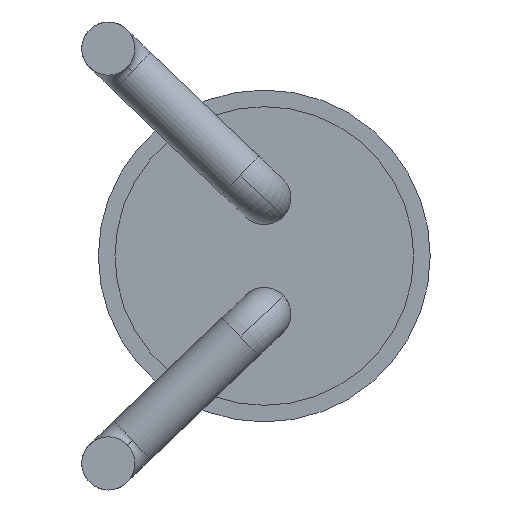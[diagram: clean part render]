
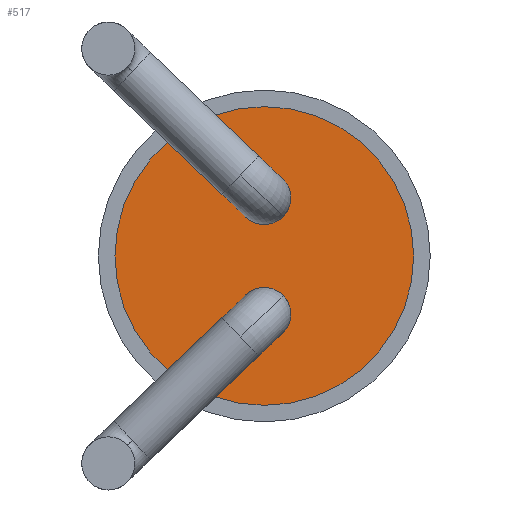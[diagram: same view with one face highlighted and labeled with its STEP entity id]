
A CAD part, front view. The second image highlights one B-rep face of the part: STEP entity #517.
In plain terms, the highlighted planar face has unit normal (0, -1, 0).
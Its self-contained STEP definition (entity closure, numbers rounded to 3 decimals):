
#215 = CARTESIAN_POINT ( 'NONE',  ( 0., 0., -0.9 ) ) ;
#327 = EDGE_CURVE ( 'NONE', #953, #348, #903, .T. ) ;
#346 = AXIS2_PLACEMENT_3D ( 'NONE', #549, #375, #920 ) ;
#348 = VERTEX_POINT ( 'NONE', #433 ) ;
#350 = ORIENTED_EDGE ( 'NONE', *, *, #936, .T. ) ;
#375 = DIRECTION ( 'NONE',  ( 0., -1., 0. ) ) ;
#433 = CARTESIAN_POINT ( 'NONE',  ( 0., 0., 0.9 ) ) ;
#446 = DIRECTION ( 'NONE',  ( 0., 0., -1. ) ) ;
#473 = DIRECTION ( 'NONE',  ( 0., -1., 0. ) ) ;
#515 = CARTESIAN_POINT ( 'NONE',  ( 0., 0., 0. ) ) ;
#517 = ADVANCED_FACE ( 'NONE', ( #1031 ), #547, .T. ) ;
#547 = PLANE ( 'NONE',  #958 ) ;
#549 = CARTESIAN_POINT ( 'NONE',  ( 0., 0., 0. ) ) ;
#701 = EDGE_LOOP ( 'NONE', ( #829, #350 ) ) ;
#761 = DIRECTION ( 'NONE',  ( 0., -1., 0. ) ) ;
#793 = CARTESIAN_POINT ( 'NONE',  ( 0., 0., 0. ) ) ;
#815 = CIRCLE ( 'NONE', #346, 0.9 ) ;
#829 = ORIENTED_EDGE ( 'NONE', *, *, #327, .T. ) ;
#903 = CIRCLE ( 'NONE', #1034, 0.9 ) ;
#920 = DIRECTION ( 'NONE',  ( 0., 0., -1. ) ) ;
#925 = DIRECTION ( 'NONE',  ( 0., 0., -1. ) ) ;
#936 = EDGE_CURVE ( 'NONE', #348, #953, #815, .T. ) ;
#953 = VERTEX_POINT ( 'NONE', #215 ) ;
#958 = AXIS2_PLACEMENT_3D ( 'NONE', #793, #473, #925 ) ;
#1031 = FACE_OUTER_BOUND ( 'NONE', #701, .T. ) ;
#1034 = AXIS2_PLACEMENT_3D ( 'NONE', #515, #761, #446 ) ;
